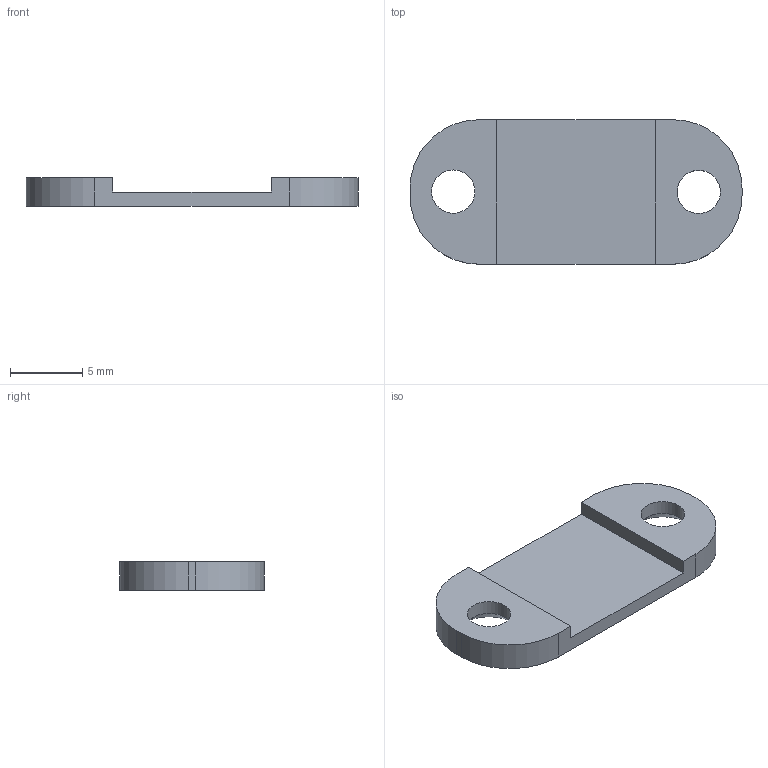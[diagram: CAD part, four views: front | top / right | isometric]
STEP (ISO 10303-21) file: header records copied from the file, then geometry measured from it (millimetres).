
FILE_DESCRIPTION(/* description */ (''),/* implementation_level */ '2;1');
FILE_NAME(/* name */ 'LED Light Strip Clip v3.step',/* time_stamp */ '2020-09-25T16:30:17+01:00',/* author */ (''),/* organization */ (''),/* preprocessor_version */ 'ST-DEVELOPER v18.1',/* originating_system */ 'Autodesk Translation Framework v9.3.0.1241',/* authorisation */ '');
FILE_SCHEMA (('AUTOMOTIVE_DESIGN { 1 0 10303 214 3 1 1 }'));
Length unit declared in the file: millimetre
Products named in the file (2): LED Light Strip Clip; LED Clip
Assembly tree (1 placements, depth 2):
  LED Light Strip Clip
    LED Clip
Bounding box: 23 x 10 x 2 mm (x, y, z)
Volume: 271.5 mm3; surface area: 535.9 mm2
Topology: 1 solids, 1 shells, 18 faces, 46 edges, 30 vertices
Faces by surface type: plane 10, cylinder 6, cone 2
Full cylindrical faces by diameter (mm): 3 x2
Entity records: 609 total; most frequent: DIRECTION 102, CARTESIAN_POINT 97, ORIENTED_EDGE 92, EDGE_CURVE 46, AXIS2_PLACEMENT_3D 35, LINE 32, VECTOR 32, VERTEX_POINT 30
